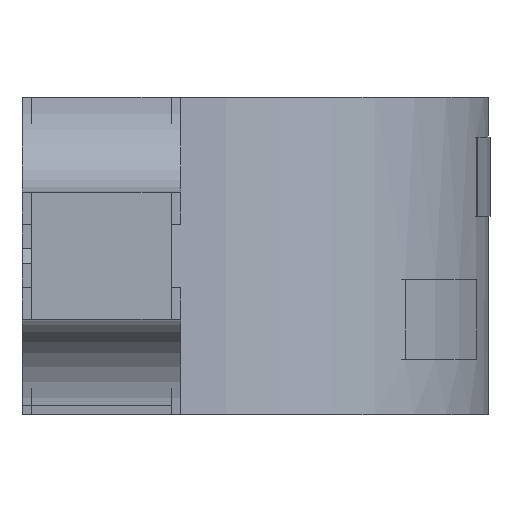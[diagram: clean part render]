
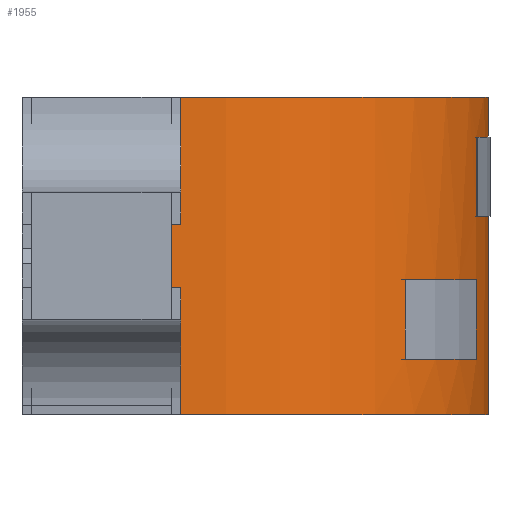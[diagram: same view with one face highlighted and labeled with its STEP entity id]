
A CAD part, left-side view. The second image highlights one B-rep face of the part: STEP entity #1955.
In plain terms, the highlighted cylindrical face has radius 1 mm (diameter 2 mm), a partial arc.
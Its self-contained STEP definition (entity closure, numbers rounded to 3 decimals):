
#1523=CARTESIAN_POINT('',(0.675,-1.108,0.825));
#1524=VERTEX_POINT('',#1523);
#1525=CARTESIAN_POINT('',(0.675,-1.108,0.675));
#1526=VERTEX_POINT('',#1525);
#1527=CARTESIAN_POINT('',(0.675,-1.108,0.825));
#1528=DIRECTION('',(0.0,0.0,-1.0));
#1529=VECTOR('',#1528,0.15);
#1530=LINE('',#1527,#1529);
#1531=EDGE_CURVE('',#1524,#1526,#1530,.T.);
#1563=CARTESIAN_POINT('',(0.425,-1.275,0.675));
#1564=VERTEX_POINT('',#1563);
#1565=CARTESIAN_POINT('',(0.,-0.37,0.675));
#1566=DIRECTION('',(0.0,0.0,-1.0));
#1567=DIRECTION('',(0.0,-1.0,0.0));
#1568=AXIS2_PLACEMENT_3D('',#1565,#1566,#1567);
#1569=CIRCLE('',#1568,1.0);
#1570=EDGE_CURVE('',#1526,#1564,#1569,.T.);
#1595=CARTESIAN_POINT('',(0.425,-1.275,0.825));
#1596=VERTEX_POINT('',#1595);
#1597=CARTESIAN_POINT('',(0.425,-1.275,0.675));
#1598=DIRECTION('',(0.0,0.0,1.0));
#1599=VECTOR('',#1598,0.15);
#1600=LINE('',#1597,#1599);
#1601=EDGE_CURVE('',#1564,#1596,#1600,.T.);
#1626=CARTESIAN_POINT('',(0.,-0.37,0.825));
#1627=DIRECTION('',(0.0,0.0,1.0));
#1628=DIRECTION('',(0.0,-1.0,0.0));
#1629=AXIS2_PLACEMENT_3D('',#1626,#1627,#1628);
#1630=CIRCLE('',#1629,1.0);
#1631=EDGE_CURVE('',#1596,#1524,#1630,.T.);
#1649=CARTESIAN_POINT('',(-0.275,-1.331,0.425));
#1650=VERTEX_POINT('',#1649);
#1651=CARTESIAN_POINT('',(-0.275,-1.331,0.175));
#1652=VERTEX_POINT('',#1651);
#1653=CARTESIAN_POINT('',(-0.275,-1.331,0.425));
#1654=DIRECTION('',(0.0,0.0,-1.0));
#1655=VECTOR('',#1654,0.25);
#1656=LINE('',#1653,#1655);
#1657=EDGE_CURVE('',#1650,#1652,#1656,.T.);
#1689=CARTESIAN_POINT('',(-0.675,-1.108,0.175));
#1690=VERTEX_POINT('',#1689);
#1691=CARTESIAN_POINT('',(0.,-0.37,0.175));
#1692=DIRECTION('',(0.0,0.0,-1.0));
#1693=DIRECTION('',(0.0,-1.0,0.0));
#1694=AXIS2_PLACEMENT_3D('',#1691,#1692,#1693);
#1695=CIRCLE('',#1694,1.0);
#1696=EDGE_CURVE('',#1652,#1690,#1695,.T.);
#1721=CARTESIAN_POINT('',(-0.675,-1.108,0.425));
#1722=VERTEX_POINT('',#1721);
#1723=CARTESIAN_POINT('',(-0.675,-1.108,0.175));
#1724=DIRECTION('',(0.0,0.0,1.0));
#1725=VECTOR('',#1724,0.25);
#1726=LINE('',#1723,#1725);
#1727=EDGE_CURVE('',#1690,#1722,#1726,.T.);
#1752=CARTESIAN_POINT('',(0.,-0.37,0.425));
#1753=DIRECTION('',(0.0,0.0,1.0));
#1754=DIRECTION('',(0.0,-1.0,0.0));
#1755=AXIS2_PLACEMENT_3D('',#1752,#1753,#1754);
#1756=CIRCLE('',#1755,1.0);
#1757=EDGE_CURVE('',#1722,#1650,#1756,.T.);
#1775=CARTESIAN_POINT('',(0.125,-1.362,0.875));
#1776=VERTEX_POINT('',#1775);
#1777=CARTESIAN_POINT('',(0.125,-1.362,0.625));
#1778=VERTEX_POINT('',#1777);
#1779=CARTESIAN_POINT('',(0.125,-1.362,0.875));
#1780=DIRECTION('',(0.0,0.0,-1.0));
#1781=VECTOR('',#1780,0.25);
#1782=LINE('',#1779,#1781);
#1783=EDGE_CURVE('',#1776,#1778,#1782,.T.);
#1815=CARTESIAN_POINT('',(-0.275,-1.331,0.625));
#1816=VERTEX_POINT('',#1815);
#1817=CARTESIAN_POINT('',(0.,-0.37,0.625));
#1818=DIRECTION('',(0.0,0.0,-1.0));
#1819=DIRECTION('',(0.0,-1.0,0.0));
#1820=AXIS2_PLACEMENT_3D('',#1817,#1818,#1819);
#1821=CIRCLE('',#1820,1.0);
#1822=EDGE_CURVE('',#1778,#1816,#1821,.T.);
#1847=CARTESIAN_POINT('',(-0.275,-1.331,0.875));
#1848=VERTEX_POINT('',#1847);
#1849=CARTESIAN_POINT('',(-0.275,-1.331,0.625));
#1850=DIRECTION('',(0.0,0.0,1.0));
#1851=VECTOR('',#1850,0.25);
#1852=LINE('',#1849,#1851);
#1853=EDGE_CURVE('',#1816,#1848,#1852,.T.);
#1878=CARTESIAN_POINT('',(0.,-0.37,0.875));
#1879=DIRECTION('',(0.0,0.0,1.0));
#1880=DIRECTION('',(0.0,-1.0,0.0));
#1881=AXIS2_PLACEMENT_3D('',#1878,#1879,#1880);
#1882=CIRCLE('',#1881,1.0);
#1883=EDGE_CURVE('',#1848,#1776,#1882,.T.);
#1896=CARTESIAN_POINT('',(0.,-0.37,1.));
#1897=DIRECTION('',(0.,0.,-1.0));
#1898=DIRECTION('',(0.0,-1.0,0.0));
#1899=AXIS2_PLACEMENT_3D('',#1896,#1897,#1898);
#1900=CYLINDRICAL_SURFACE('',#1899,1.0);
#1901=CARTESIAN_POINT('',(-1.,-0.37,0.));
#1902=VERTEX_POINT('',#1901);
#1903=CARTESIAN_POINT('',(1.,-0.37,0.));
#1904=VERTEX_POINT('',#1903);
#1905=CARTESIAN_POINT('',(0.,-0.37,0.));
#1906=DIRECTION('',(0.0,0.0,1.0));
#1907=DIRECTION('',(0.0,-1.0,0.0));
#1908=AXIS2_PLACEMENT_3D('',#1905,#1906,#1907);
#1909=CIRCLE('',#1908,1.0);
#1910=EDGE_CURVE('',#1902,#1904,#1909,.T.);
#1911=ORIENTED_EDGE('',*,*,#1910,.T.);
#1912=CARTESIAN_POINT('',(1.,-0.37,1.));
#1913=VERTEX_POINT('',#1912);
#1914=CARTESIAN_POINT('',(1.,-0.37,1.));
#1915=DIRECTION('',(0.0,0.0,-1.0));
#1916=VECTOR('',#1915,1.);
#1917=LINE('',#1914,#1916);
#1918=EDGE_CURVE('',#1913,#1904,#1917,.T.);
#1919=ORIENTED_EDGE('',*,*,#1918,.F.);
#1920=CARTESIAN_POINT('',(-1.,-0.37,1.));
#1921=VERTEX_POINT('',#1920);
#1922=CARTESIAN_POINT('',(0.,-0.37,1.));
#1923=DIRECTION('',(0.0,0.0,1.0));
#1924=DIRECTION('',(0.0,-1.0,0.0));
#1925=AXIS2_PLACEMENT_3D('',#1922,#1923,#1924);
#1926=CIRCLE('',#1925,1.0);
#1927=EDGE_CURVE('',#1921,#1913,#1926,.T.);
#1928=ORIENTED_EDGE('',*,*,#1927,.F.);
#1929=CARTESIAN_POINT('',(-1.,-0.37,1.));
#1930=DIRECTION('',(0.0,0.0,-1.0));
#1931=VECTOR('',#1930,1.);
#1932=LINE('',#1929,#1931);
#1933=EDGE_CURVE('',#1921,#1902,#1932,.T.);
#1934=ORIENTED_EDGE('',*,*,#1933,.T.);
#1935=EDGE_LOOP('',(#1911,#1919,#1928,#1934));
#1936=FACE_OUTER_BOUND('',#1935,.T.);
#1937=ORIENTED_EDGE('',*,*,#1531,.T.);
#1938=ORIENTED_EDGE('',*,*,#1570,.T.);
#1939=ORIENTED_EDGE('',*,*,#1601,.T.);
#1940=ORIENTED_EDGE('',*,*,#1631,.T.);
#1941=EDGE_LOOP('',(#1937,#1938,#1939,#1940));
#1942=FACE_BOUND('',#1941,.T.);
#1943=ORIENTED_EDGE('',*,*,#1657,.T.);
#1944=ORIENTED_EDGE('',*,*,#1696,.T.);
#1945=ORIENTED_EDGE('',*,*,#1727,.T.);
#1946=ORIENTED_EDGE('',*,*,#1757,.T.);
#1947=EDGE_LOOP('',(#1943,#1944,#1945,#1946));
#1948=FACE_BOUND('',#1947,.T.);
#1949=ORIENTED_EDGE('',*,*,#1783,.T.);
#1950=ORIENTED_EDGE('',*,*,#1822,.T.);
#1951=ORIENTED_EDGE('',*,*,#1853,.T.);
#1952=ORIENTED_EDGE('',*,*,#1883,.T.);
#1953=EDGE_LOOP('',(#1949,#1950,#1951,#1952));
#1954=FACE_BOUND('',#1953,.T.);
#1955=ADVANCED_FACE('',(#1936,#1942,#1948,#1954),#1900,.T.);
